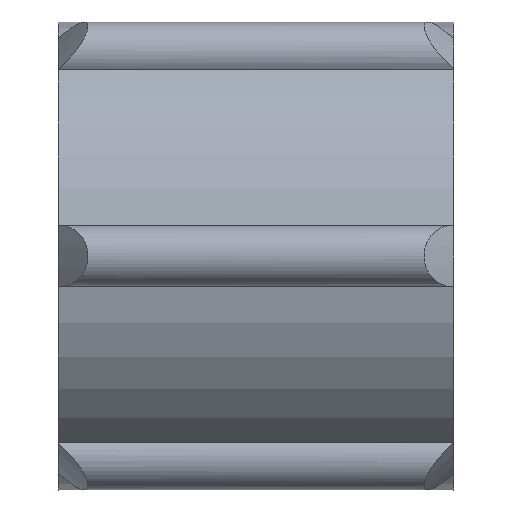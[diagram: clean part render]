
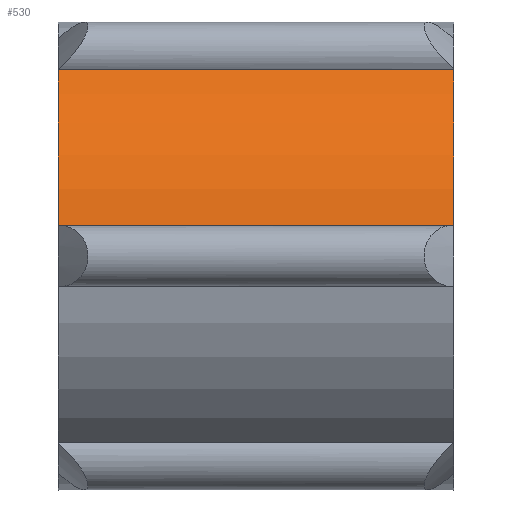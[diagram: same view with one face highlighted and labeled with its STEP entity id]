
A CAD part, front view. The second image highlights one B-rep face of the part: STEP entity #530.
In plain terms, the highlighted cylindrical face has radius 9.5 mm (diameter 19 mm), a partial arc.
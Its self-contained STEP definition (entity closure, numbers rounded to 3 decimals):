
#39=LINE('',#988,#51);
#40=LINE('',#999,#52);
#51=VECTOR('',#775,1000.);
#52=VECTOR('',#778,1000.);
#75=CYLINDRICAL_SURFACE('',#626,9.5);
#157=ORIENTED_EDGE('',*,*,#280,.T.);
#158=ORIENTED_EDGE('',*,*,#305,.F.);
#159=ORIENTED_EDGE('',*,*,#266,.F.);
#160=ORIENTED_EDGE('',*,*,#303,.T.);
#266=EDGE_CURVE('',#346,#347,#402,.T.);
#280=EDGE_CURVE('',#361,#360,#416,.T.);
#303=EDGE_CURVE('',#346,#361,#39,.T.);
#305=EDGE_CURVE('',#347,#360,#40,.T.);
#346=VERTEX_POINT('',#892);
#347=VERTEX_POINT('',#894);
#360=VERTEX_POINT('',#921);
#361=VERTEX_POINT('',#923);
#402=CIRCLE('',#591,9.5);
#416=CIRCLE('',#606,9.5);
#446=EDGE_LOOP('',(#157,#158,#159,#160));
#488=FACE_BOUND('',#446,.T.);
#530=ADVANCED_FACE('',(#488),#75,.T.);
#591=AXIS2_PLACEMENT_3D('',#893,#702,#703);
#606=AXIS2_PLACEMENT_3D('',#922,#732,#733);
#626=AXIS2_PLACEMENT_3D('',#998,#776,#777);
#702=DIRECTION('',(1.,0.,0.));
#703=DIRECTION('',(0.,0.,-1.));
#732=DIRECTION('',(1.,0.,0.));
#733=DIRECTION('',(0.,0.,-1.));
#775=DIRECTION('',(-1.,0.,0.));
#776=DIRECTION('',(-1.,0.,0.));
#777=DIRECTION('',(0.,0.,1.));
#778=DIRECTION('',(-1.,0.,0.));
#892=CARTESIAN_POINT('',(16.,-5.777,7.542));
#893=CARTESIAN_POINT('',(16.,0.,0.));
#894=CARTESIAN_POINT('',(16.,-9.42,1.232));
#921=CARTESIAN_POINT('',(0.,-9.42,1.232));
#922=CARTESIAN_POINT('',(0.,0.,0.));
#923=CARTESIAN_POINT('',(0.,-5.777,7.542));
#988=CARTESIAN_POINT('',(16.,-5.777,7.542));
#998=CARTESIAN_POINT('',(16.,0.,0.));
#999=CARTESIAN_POINT('',(16.,-9.42,1.232));
